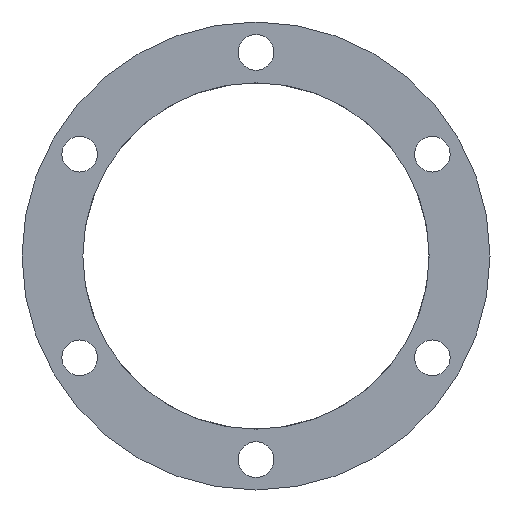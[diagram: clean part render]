
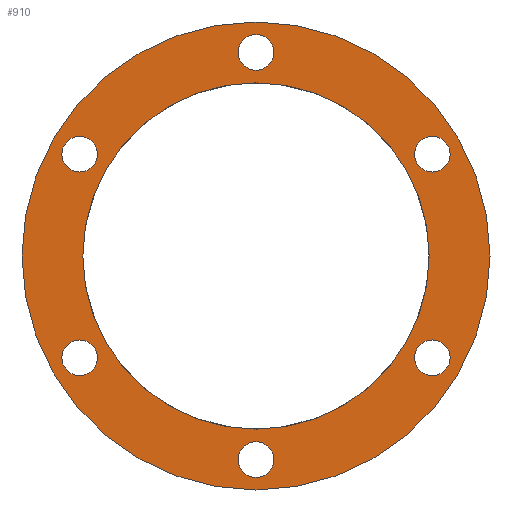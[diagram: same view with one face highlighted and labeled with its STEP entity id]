
A CAD part, front view. The second image highlights one B-rep face of the part: STEP entity #910.
In plain terms, the highlighted planar face has unit normal (0, -1, 0).
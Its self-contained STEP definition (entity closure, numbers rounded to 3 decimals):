
#22=FACE_BOUND('',#218,.T.);
#23=FACE_BOUND('',#219,.T.);
#24=FACE_BOUND('',#220,.T.);
#25=FACE_BOUND('',#221,.T.);
#26=FACE_BOUND('',#222,.T.);
#27=FACE_BOUND('',#223,.T.);
#28=FACE_BOUND('',#224,.T.);
#85=CIRCLE('',#1007,1.905);
#86=CIRCLE('',#1009,1.905);
#87=CIRCLE('',#1011,1.905);
#88=CIRCLE('',#1013,1.905);
#89=CIRCLE('',#1015,1.905);
#90=CIRCLE('',#1017,1.905);
#91=CIRCLE('',#1019,18.5);
#92=CIRCLE('',#1021,25.);
#164=FACE_OUTER_BOUND('',#217,.T.);
#217=EDGE_LOOP('',(#837));
#218=EDGE_LOOP('',(#838));
#219=EDGE_LOOP('',(#839));
#220=EDGE_LOOP('',(#840));
#221=EDGE_LOOP('',(#841));
#222=EDGE_LOOP('',(#842));
#223=EDGE_LOOP('',(#843));
#224=EDGE_LOOP('',(#844));
#441=VERTEX_POINT('',#1548);
#442=VERTEX_POINT('',#1552);
#443=VERTEX_POINT('',#1556);
#444=VERTEX_POINT('',#1560);
#445=VERTEX_POINT('',#1564);
#446=VERTEX_POINT('',#1568);
#447=VERTEX_POINT('',#1572);
#448=VERTEX_POINT('',#1576);
#565=EDGE_CURVE('',#441,#441,#85,.T.);
#567=EDGE_CURVE('',#442,#442,#86,.T.);
#569=EDGE_CURVE('',#443,#443,#87,.T.);
#571=EDGE_CURVE('',#444,#444,#88,.T.);
#573=EDGE_CURVE('',#445,#445,#89,.T.);
#575=EDGE_CURVE('',#446,#446,#90,.T.);
#577=EDGE_CURVE('',#447,#447,#91,.T.);
#579=EDGE_CURVE('',#448,#448,#92,.T.);
#837=ORIENTED_EDGE('',*,*,#579,.T.);
#838=ORIENTED_EDGE('',*,*,#577,.T.);
#839=ORIENTED_EDGE('',*,*,#575,.T.);
#840=ORIENTED_EDGE('',*,*,#573,.T.);
#841=ORIENTED_EDGE('',*,*,#571,.T.);
#842=ORIENTED_EDGE('',*,*,#569,.T.);
#843=ORIENTED_EDGE('',*,*,#567,.T.);
#844=ORIENTED_EDGE('',*,*,#565,.T.);
#864=PLANE('',#1022);
#910=ADVANCED_FACE('',(#164,#22,#23,#24,#25,#26,#27,#28),#864,.T.);
#1007=AXIS2_PLACEMENT_3D('',#1549,#1273,#1274);
#1009=AXIS2_PLACEMENT_3D('',#1553,#1278,#1279);
#1011=AXIS2_PLACEMENT_3D('',#1557,#1283,#1284);
#1013=AXIS2_PLACEMENT_3D('',#1561,#1288,#1289);
#1015=AXIS2_PLACEMENT_3D('',#1565,#1293,#1294);
#1017=AXIS2_PLACEMENT_3D('',#1569,#1298,#1299);
#1019=AXIS2_PLACEMENT_3D('',#1573,#1303,#1304);
#1021=AXIS2_PLACEMENT_3D('',#1577,#1308,#1309);
#1022=AXIS2_PLACEMENT_3D('',#1579,#1311,#1312);
#1273=DIRECTION('center_axis',(0.,1.,0.));
#1274=DIRECTION('ref_axis',(1.,0.,0.));
#1278=DIRECTION('center_axis',(0.,1.,0.));
#1279=DIRECTION('ref_axis',(1.,0.,0.));
#1283=DIRECTION('center_axis',(0.,1.,0.));
#1284=DIRECTION('ref_axis',(1.,0.,0.));
#1288=DIRECTION('center_axis',(0.,1.,0.));
#1289=DIRECTION('ref_axis',(1.,0.,0.));
#1293=DIRECTION('center_axis',(0.,1.,0.));
#1294=DIRECTION('ref_axis',(1.,0.,0.));
#1298=DIRECTION('center_axis',(0.,1.,0.));
#1299=DIRECTION('ref_axis',(1.,0.,0.));
#1303=DIRECTION('center_axis',(0.,1.,0.));
#1304=DIRECTION('ref_axis',(1.,0.,0.));
#1308=DIRECTION('center_axis',(0.,-1.,0.));
#1309=DIRECTION('ref_axis',(1.,0.,0.));
#1311=DIRECTION('center_axis',(0.,-1.,0.));
#1312=DIRECTION('ref_axis',(1.,0.,0.));
#1548=CARTESIAN_POINT('',(-1.905,20.222,21.75));
#1549=CARTESIAN_POINT('Origin',(0.,20.222,
21.75));
#1552=CARTESIAN_POINT('',(-20.741,20.222,10.875));
#1553=CARTESIAN_POINT('Origin',(-18.836,20.222,10.875));
#1556=CARTESIAN_POINT('',(-20.741,20.222,-10.875));
#1557=CARTESIAN_POINT('Origin',(-18.836,20.222,-10.875));
#1560=CARTESIAN_POINT('',(16.931,20.222,-10.875));
#1561=CARTESIAN_POINT('Origin',(18.836,20.222,-10.875));
#1564=CARTESIAN_POINT('',(16.931,20.222,10.875));
#1565=CARTESIAN_POINT('Origin',(18.836,20.222,10.875));
#1568=CARTESIAN_POINT('',(-1.905,20.222,-21.75));
#1569=CARTESIAN_POINT('Origin',(0.,20.222,
-21.75));
#1572=CARTESIAN_POINT('',(-18.5,20.222,0.));
#1573=CARTESIAN_POINT('Origin',(0.,20.222,0.));
#1576=CARTESIAN_POINT('',(-25.,20.222,0.));
#1577=CARTESIAN_POINT('Origin',(0.,20.222,
0.));
#1579=CARTESIAN_POINT('Origin',(0.,20.222,
0.));
